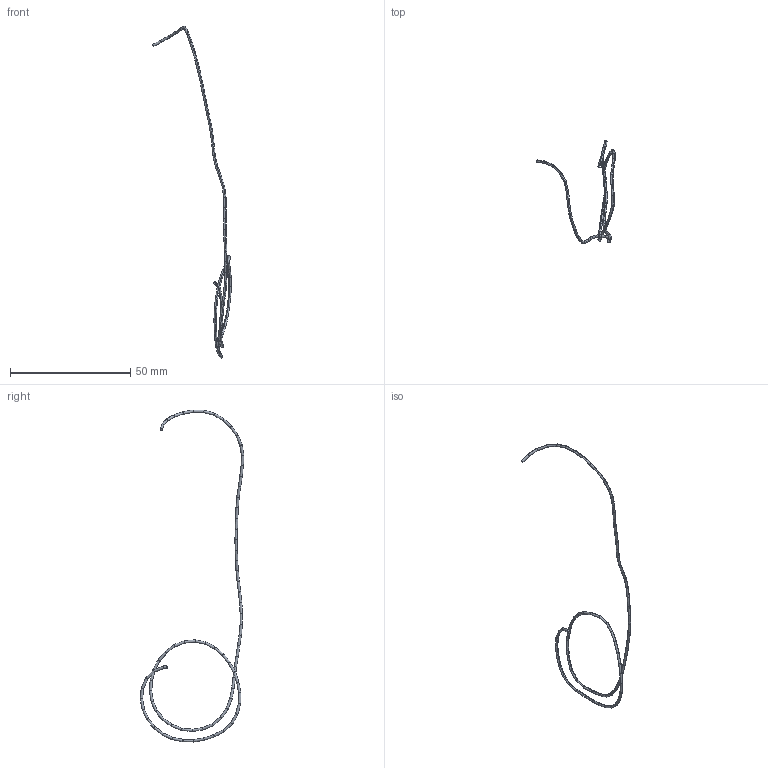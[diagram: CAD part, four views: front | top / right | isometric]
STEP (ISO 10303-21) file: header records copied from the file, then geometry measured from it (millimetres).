
FILE_DESCRIPTION(('STEP AP214'),'1');
FILE_NAME('Epicardial_04_Lead.step','2024-02-05T21:23:57',(' '),('ANSOFT Corporation'),'Spatial InterOp 3D',' ',' ');
FILE_SCHEMA(('AUTOMOTIVE_DESIGN { 1 0 10303 214 1 1 1 1 }'));
Length unit declared in the file: millimetre
Products named in the file (1): Lead1
Bounding box: 32.75 x 43.12 x 138.1 mm (x, y, z)
Volume: 274.9 mm3; surface area: 1101.3 mm2
Topology: 1 solids, 1 shells, 160 faces, 457 edges, 299 vertices
Faces by surface type: cylinder 158, plane 2
Entity records: 5408 total; most frequent: DIRECTION 1078, CARTESIAN_POINT 917, ORIENTED_EDGE 914, AXIS2_PLACEMENT_3D 460, EDGE_CURVE 457, VERTEX_POINT 299, ELLIPSE 293, ADVANCED_FACE 160
